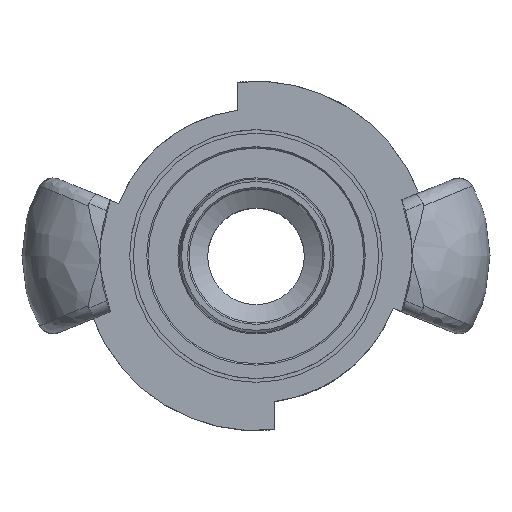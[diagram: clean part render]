
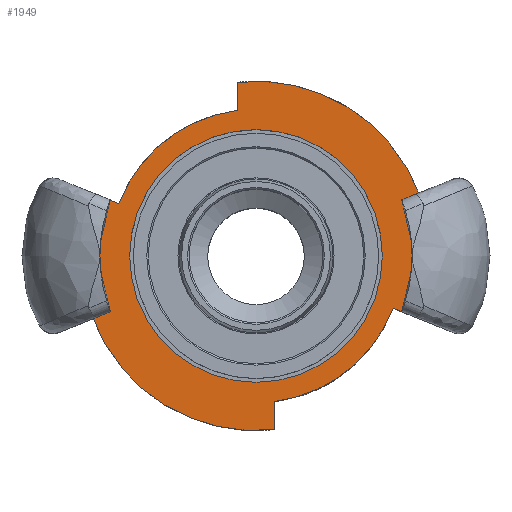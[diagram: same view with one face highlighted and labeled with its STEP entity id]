
A CAD part, top view. The second image highlights one B-rep face of the part: STEP entity #1949.
In plain terms, the highlighted planar face has unit normal (0, 0, 1).
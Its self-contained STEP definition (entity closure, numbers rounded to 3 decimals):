
#47=FACE_BOUND('',#330,.T.);
#213=FACE_OUTER_BOUND('',#329,.T.);
#329=EDGE_LOOP('',(#1415,#1416,#1417,#1418,#1419,#1420,#1421,#1422,#1423,
#1424,#1425,#1426));
#330=EDGE_LOOP('',(#1427));
#440=CIRCLE('',#2073,25.5);
#446=CIRCLE('',#2082,25.5);
#450=CIRCLE('',#2094,19.75);
#453=CIRCLE('',#2097,19.75);
#464=CIRCLE('',#2123,23.5);
#465=CIRCLE('',#2124,23.5);
#466=CIRCLE('',#2125,17.);
#546=LINE('',#2866,#641);
#553=LINE('',#2893,#648);
#560=LINE('',#2912,#655);
#565=LINE('',#2934,#660);
#574=LINE('',#3056,#669);
#583=LINE('',#3913,#678);
#641=VECTOR('',#2310,10.);
#648=VECTOR('',#2321,10.);
#655=VECTOR('',#2334,10.);
#660=VECTOR('',#2343,10.);
#669=VECTOR('',#2390,10.);
#678=VECTOR('',#2467,10.);
#743=VERTEX_POINT('',#2863);
#744=VERTEX_POINT('',#2865);
#752=VERTEX_POINT('',#2890);
#753=VERTEX_POINT('',#2892);
#761=VERTEX_POINT('',#2909);
#762=VERTEX_POINT('',#2911);
#768=VERTEX_POINT('',#2931);
#769=VERTEX_POINT('',#2933);
#779=VERTEX_POINT('',#3049);
#782=VERTEX_POINT('',#3054);
#794=VERTEX_POINT('',#3165);
#820=VERTEX_POINT('',#3911);
#821=VERTEX_POINT('',#3915);
#927=EDGE_CURVE('',#744,#743,#546,.T.);
#936=EDGE_CURVE('',#752,#753,#553,.T.);
#945=EDGE_CURVE('',#761,#762,#560,.T.);
#952=EDGE_CURVE('',#768,#769,#565,.T.);
#956=EDGE_CURVE('',#753,#761,#440,.T.);
#965=EDGE_CURVE('',#744,#768,#446,.T.);
#976=EDGE_CURVE('',#782,#779,#574,.T.);
#989=EDGE_CURVE('',#794,#769,#450,.T.);
#997=EDGE_CURVE('',#782,#762,#453,.T.);
#1040=EDGE_CURVE('',#752,#820,#464,.T.);
#1041=EDGE_CURVE('',#820,#794,#583,.T.);
#1042=EDGE_CURVE('',#743,#779,#465,.T.);
#1043=EDGE_CURVE('',#821,#821,#466,.T.);
#1415=ORIENTED_EDGE('',*,*,#1040,.T.);
#1416=ORIENTED_EDGE('',*,*,#1041,.T.);
#1417=ORIENTED_EDGE('',*,*,#989,.T.);
#1418=ORIENTED_EDGE('',*,*,#952,.F.);
#1419=ORIENTED_EDGE('',*,*,#965,.F.);
#1420=ORIENTED_EDGE('',*,*,#927,.T.);
#1421=ORIENTED_EDGE('',*,*,#1042,.T.);
#1422=ORIENTED_EDGE('',*,*,#976,.F.);
#1423=ORIENTED_EDGE('',*,*,#997,.T.);
#1424=ORIENTED_EDGE('',*,*,#945,.F.);
#1425=ORIENTED_EDGE('',*,*,#956,.F.);
#1426=ORIENTED_EDGE('',*,*,#936,.F.);
#1427=ORIENTED_EDGE('',*,*,#1043,.T.);
#1761=PLANE('',#2122);
#1949=ADVANCED_FACE('',(#213,#47),#1761,.F.);
#2073=AXIS2_PLACEMENT_3D('',#2949,#2349,#2350);
#2082=AXIS2_PLACEMENT_3D('',#2983,#2369,#2370);
#2094=AXIS2_PLACEMENT_3D('',#3166,#2404,#2405);
#2097=AXIS2_PLACEMENT_3D('',#3222,#2411,#2412);
#2122=AXIS2_PLACEMENT_3D('',#3910,#2463,#2464);
#2123=AXIS2_PLACEMENT_3D('',#3912,#2465,#2466);
#2124=AXIS2_PLACEMENT_3D('',#3914,#2468,#2469);
#2125=AXIS2_PLACEMENT_3D('',#3916,#2470,#2471);
#2310=DIRECTION('',(-0.927,-0.375,0.));
#2321=DIRECTION('',(-0.927,-0.375,0.));
#2334=DIRECTION('',(0.927,-0.375,0.));
#2343=DIRECTION('',(-0.927,0.375,0.));
#2349=DIRECTION('center_axis',(0.,0.,-1.));
#2350=DIRECTION('ref_axis',(-1.,0.,0.));
#2369=DIRECTION('center_axis',(0.,0.,-1.));
#2370=DIRECTION('ref_axis',(-1.,0.,0.));
#2390=DIRECTION('',(0.,1.,0.));
#2404=DIRECTION('center_axis',(0.,0.,1.));
#2405=DIRECTION('ref_axis',(0.582,0.813,0.));
#2411=DIRECTION('center_axis',(0.,0.,1.));
#2412=DIRECTION('ref_axis',(0.582,-0.813,0.));
#2463=DIRECTION('center_axis',(0.,0.,-1.));
#2464=DIRECTION('ref_axis',(-1.,0.,0.));
#2465=DIRECTION('center_axis',(0.,0.,1.));
#2466=DIRECTION('ref_axis',(0.106,0.994,0.));
#2467=DIRECTION('',(0.,1.,0.));
#2468=DIRECTION('center_axis',(0.,0.,1.));
#2469=DIRECTION('ref_axis',(-0.657,-0.753,0.));
#2470=DIRECTION('center_axis',(0.,0.,-1.));
#2471=DIRECTION('ref_axis',(1.,0.,0.));
#2863=CARTESIAN_POINT('',(21.925,8.458,0.));
#2865=CARTESIAN_POINT('',(23.779,9.209,0.));
#2866=CARTESIAN_POINT('',(14.175,5.319,0.));
#2890=CARTESIAN_POINT('',(-21.925,-8.458,0.));
#2892=CARTESIAN_POINT('',(-23.779,-9.209,0.));
#2893=CARTESIAN_POINT('',(-14.175,-5.319,0.));
#2909=CARTESIAN_POINT('',(-23.779,9.209,0.));
#2911=CARTESIAN_POINT('',(-18.449,7.05,0.));
#2912=CARTESIAN_POINT('',(-14.175,5.319,0.));
#2931=CARTESIAN_POINT('',(23.779,-9.209,0.));
#2933=CARTESIAN_POINT('',(18.449,-7.05,0.));
#2934=CARTESIAN_POINT('',(14.175,-5.319,0.));
#2949=CARTESIAN_POINT('Origin',(0.,0.,0.));
#2983=CARTESIAN_POINT('Origin',(0.,0.,0.));
#3049=CARTESIAN_POINT('',(-2.5,23.367,0.));
#3054=CARTESIAN_POINT('',(-2.5,19.591,0.));
#3056=CARTESIAN_POINT('',(-2.5,0.,0.));
#3165=CARTESIAN_POINT('',(2.5,-19.591,0.));
#3166=CARTESIAN_POINT('Origin',(0.,0.,
0.));
#3222=CARTESIAN_POINT('Origin',(0.,0.,
0.));
#3910=CARTESIAN_POINT('Origin',(0.,0.,0.));
#3911=CARTESIAN_POINT('',(2.5,-23.367,0.));
#3912=CARTESIAN_POINT('Origin',(0.,0.,
0.));
#3913=CARTESIAN_POINT('',(2.5,0.,0.));
#3914=CARTESIAN_POINT('Origin',(0.,0.,
0.));
#3915=CARTESIAN_POINT('',(-17.,0.,0.));
#3916=CARTESIAN_POINT('Origin',(0.,0.,0.));
